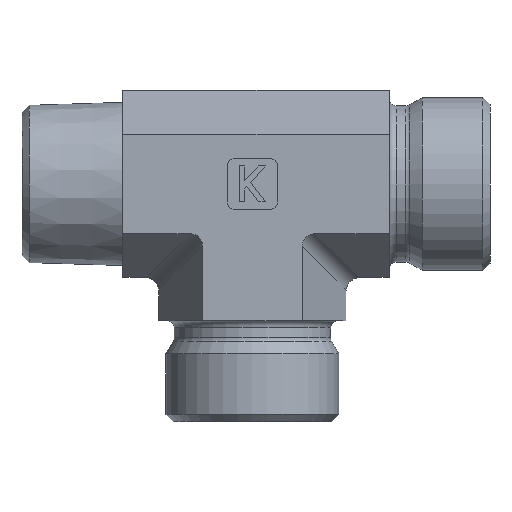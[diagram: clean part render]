
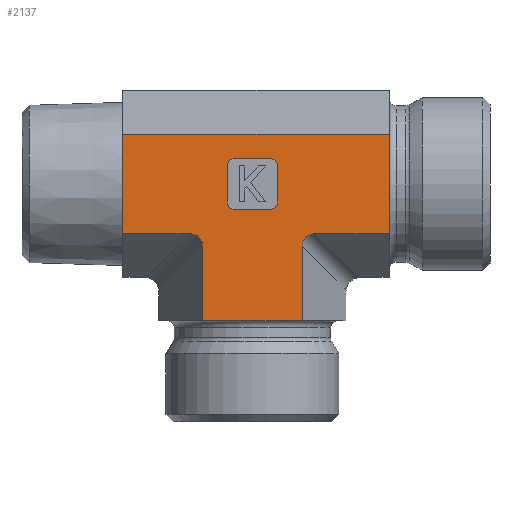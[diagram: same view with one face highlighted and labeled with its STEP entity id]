
A CAD part, left-side view. The second image highlights one B-rep face of the part: STEP entity #2137.
In plain terms, the highlighted planar face has unit normal (-1, 0, 0).
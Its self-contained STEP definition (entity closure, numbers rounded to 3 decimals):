
#293=CARTESIAN_POINT('',(-30.485,27.544,26.928));
#294=VERTEX_POINT('',#293);
#301=CARTESIAN_POINT('',(-30.485,-9.456,26.928));
#302=VERTEX_POINT('',#301);
#303=CARTESIAN_POINT('',(-30.485,27.544,26.928));
#304=DIRECTION('',(0.0,-1.0,0.0));
#305=VECTOR('',#304,37.);
#306=LINE('',#303,#305);
#307=EDGE_CURVE('',#294,#302,#306,.T.);
#524=CARTESIAN_POINT('',(-30.485,2.616,1.));
#525=VERTEX_POINT('',#524);
#534=CARTESIAN_POINT('',(-30.485,16.472,1.));
#535=VERTEX_POINT('',#534);
#536=CARTESIAN_POINT('',(-30.485,16.472,1.));
#537=DIRECTION('',(0.0,-1.0,0.0));
#538=VECTOR('',#537,13.856);
#539=LINE('',#536,#538);
#540=EDGE_CURVE('',#535,#525,#539,.T.);
#729=CARTESIAN_POINT('',(-30.485,16.472,11.34));
#730=VERTEX_POINT('',#729);
#731=CARTESIAN_POINT('',(-30.485,16.472,1.));
#732=DIRECTION('',(0.0,0.0,1.0));
#733=VECTOR('',#732,10.34);
#734=LINE('',#731,#733);
#735=EDGE_CURVE('',#535,#730,#734,.T.);
#962=CARTESIAN_POINT('',(-30.485,-9.456,13.072));
#963=VERTEX_POINT('',#962);
#964=CARTESIAN_POINT('',(-30.485,-9.456,13.072));
#965=DIRECTION('',(0.0,0.0,1.0));
#966=VECTOR('',#965,13.856);
#967=LINE('',#964,#966);
#968=EDGE_CURVE('',#963,#302,#967,.T.);
#1064=CARTESIAN_POINT('',(-30.485,0.884,13.072));
#1065=VERTEX_POINT('',#1064);
#1066=CARTESIAN_POINT('',(-30.485,0.884,13.072));
#1067=DIRECTION('',(0.0,-1.0,0.0));
#1068=VECTOR('',#1067,10.34);
#1069=LINE('',#1066,#1068);
#1070=EDGE_CURVE('',#1065,#963,#1069,.T.);
#1558=CARTESIAN_POINT('',(-30.485,18.204,13.072));
#1559=VERTEX_POINT('',#1558);
#1560=CARTESIAN_POINT('',(-30.485,18.781,10.762));
#1561=DIRECTION('',(-1.0,0.0,0.0));
#1562=DIRECTION('',(0.0,-0.707,0.707));
#1563=AXIS2_PLACEMENT_3D('',#1560,#1561,#1562);
#1564=ELLIPSE('',#1563,2.582,2.0);
#1565=EDGE_CURVE('',#730,#1559,#1564,.T.);
#1632=CARTESIAN_POINT('',(-30.485,27.544,13.072));
#1633=VERTEX_POINT('',#1632);
#1643=CARTESIAN_POINT('',(-30.485,18.204,13.072));
#1644=DIRECTION('',(0.0,1.0,0.0));
#1645=VECTOR('',#1644,9.34);
#1646=LINE('',#1643,#1645);
#1647=EDGE_CURVE('',#1559,#1633,#1646,.T.);
#1668=CARTESIAN_POINT('',(-30.485,7.044,16.5));
#1669=VERTEX_POINT('',#1668);
#1676=CARTESIAN_POINT('',(-30.485,6.044,17.5));
#1677=VERTEX_POINT('',#1676);
#1678=CARTESIAN_POINT('',(-30.485,7.044,17.5));
#1679=DIRECTION('',(-1.0,0.0,0.0));
#1680=DIRECTION('',(0.0,-0.707,-0.707));
#1681=AXIS2_PLACEMENT_3D('',#1678,#1679,#1680);
#1682=CIRCLE('',#1681,1.0);
#1683=EDGE_CURVE('',#1669,#1677,#1682,.T.);
#1708=CARTESIAN_POINT('',(-30.485,12.044,16.5));
#1709=VERTEX_POINT('',#1708);
#1716=CARTESIAN_POINT('',(-30.485,7.044,16.5));
#1717=DIRECTION('',(0.0,1.0,0.0));
#1718=VECTOR('',#1717,5.);
#1719=LINE('',#1716,#1718);
#1720=EDGE_CURVE('',#1669,#1709,#1719,.T.);
#1739=CARTESIAN_POINT('',(-30.485,13.044,17.5));
#1740=VERTEX_POINT('',#1739);
#1747=CARTESIAN_POINT('',(-30.485,12.044,17.5));
#1748=DIRECTION('',(-1.0,0.0,0.0));
#1749=DIRECTION('',(0.0,0.707,-0.707));
#1750=AXIS2_PLACEMENT_3D('',#1747,#1748,#1749);
#1751=CIRCLE('',#1750,1.0);
#1752=EDGE_CURVE('',#1740,#1709,#1751,.T.);
#1772=CARTESIAN_POINT('',(-30.485,13.044,22.5));
#1773=VERTEX_POINT('',#1772);
#1780=CARTESIAN_POINT('',(-30.485,13.044,17.5));
#1781=DIRECTION('',(0.0,0.0,1.0));
#1782=VECTOR('',#1781,5.);
#1783=LINE('',#1780,#1782);
#1784=EDGE_CURVE('',#1740,#1773,#1783,.T.);
#1803=CARTESIAN_POINT('',(-30.485,12.044,23.5));
#1804=VERTEX_POINT('',#1803);
#1811=CARTESIAN_POINT('',(-30.485,12.044,22.5));
#1812=DIRECTION('',(-1.0,0.0,0.0));
#1813=DIRECTION('',(0.0,0.707,0.707));
#1814=AXIS2_PLACEMENT_3D('',#1811,#1812,#1813);
#1815=CIRCLE('',#1814,1.0);
#1816=EDGE_CURVE('',#1804,#1773,#1815,.T.);
#1836=CARTESIAN_POINT('',(-30.485,7.044,23.5));
#1837=VERTEX_POINT('',#1836);
#1844=CARTESIAN_POINT('',(-30.485,12.044,23.5));
#1845=DIRECTION('',(0.0,-1.0,0.0));
#1846=VECTOR('',#1845,5.);
#1847=LINE('',#1844,#1846);
#1848=EDGE_CURVE('',#1804,#1837,#1847,.T.);
#1867=CARTESIAN_POINT('',(-30.485,6.044,22.5));
#1868=VERTEX_POINT('',#1867);
#1875=CARTESIAN_POINT('',(-30.485,7.044,22.5));
#1876=DIRECTION('',(-1.0,0.0,0.0));
#1877=DIRECTION('',(0.0,-0.707,0.707));
#1878=AXIS2_PLACEMENT_3D('',#1875,#1876,#1877);
#1879=CIRCLE('',#1878,1.0);
#1880=EDGE_CURVE('',#1868,#1837,#1879,.T.);
#1927=CARTESIAN_POINT('',(-30.485,6.044,22.5));
#1928=DIRECTION('',(0.0,0.0,-1.0));
#1929=VECTOR('',#1928,5.0);
#1930=LINE('',#1927,#1929);
#1931=EDGE_CURVE('',#1868,#1677,#1930,.T.);
#1947=CARTESIAN_POINT('',(-30.485,27.544,26.928));
#1948=DIRECTION('',(0.0,0.0,-1.0));
#1949=VECTOR('',#1948,13.856);
#1950=LINE('',#1947,#1949);
#1951=EDGE_CURVE('',#294,#1633,#1950,.T.);
#2038=CARTESIAN_POINT('',(-30.485,2.616,11.34));
#2039=VERTEX_POINT('',#2038);
#2040=CARTESIAN_POINT('',(-30.485,0.306,10.762));
#2041=DIRECTION('',(-1.0,0.0,0.0));
#2042=DIRECTION('',(0.0,0.707,0.707));
#2043=AXIS2_PLACEMENT_3D('',#2040,#2041,#2042);
#2044=ELLIPSE('',#2043,2.582,2.0);
#2045=EDGE_CURVE('',#1065,#2039,#2044,.T.);
#2101=CARTESIAN_POINT('',(-30.485,2.616,1.));
#2102=DIRECTION('',(0.0,0.0,1.0));
#2103=VECTOR('',#2102,10.34);
#2104=LINE('',#2101,#2103);
#2105=EDGE_CURVE('',#525,#2039,#2104,.T.);
#2110=CARTESIAN_POINT('',(-30.485,2.616,0.0));
#2111=DIRECTION('',(-1.0,0.0,0.0));
#2112=DIRECTION('',(0.0,0.0,1.0));
#2113=AXIS2_PLACEMENT_3D('',#2110,#2111,#2112);
#2114=PLANE('',#2113);
#2115=ORIENTED_EDGE('',*,*,#1951,.T.);
#2116=ORIENTED_EDGE('',*,*,#1647,.F.);
#2117=ORIENTED_EDGE('',*,*,#1565,.F.);
#2118=ORIENTED_EDGE('',*,*,#735,.F.);
#2119=ORIENTED_EDGE('',*,*,#540,.T.);
#2120=ORIENTED_EDGE('',*,*,#2105,.T.);
#2121=ORIENTED_EDGE('',*,*,#2045,.F.);
#2122=ORIENTED_EDGE('',*,*,#1070,.T.);
#2123=ORIENTED_EDGE('',*,*,#968,.T.);
#2124=ORIENTED_EDGE('',*,*,#307,.F.);
#2125=EDGE_LOOP('',(#2115,#2116,#2117,#2118,#2119,#2120,#2121,#2122,#2123,#2124));
#2126=FACE_OUTER_BOUND('',#2125,.T.);
#2127=ORIENTED_EDGE('',*,*,#1848,.T.);
#2128=ORIENTED_EDGE('',*,*,#1880,.F.);
#2129=ORIENTED_EDGE('',*,*,#1931,.T.);
#2130=ORIENTED_EDGE('',*,*,#1683,.F.);
#2131=ORIENTED_EDGE('',*,*,#1720,.T.);
#2132=ORIENTED_EDGE('',*,*,#1752,.F.);
#2133=ORIENTED_EDGE('',*,*,#1784,.T.);
#2134=ORIENTED_EDGE('',*,*,#1816,.F.);
#2135=EDGE_LOOP('',(#2127,#2128,#2129,#2130,#2131,#2132,#2133,#2134));
#2136=FACE_BOUND('',#2135,.T.);
#2137=ADVANCED_FACE('',(#2126,#2136),#2114,.T.);
